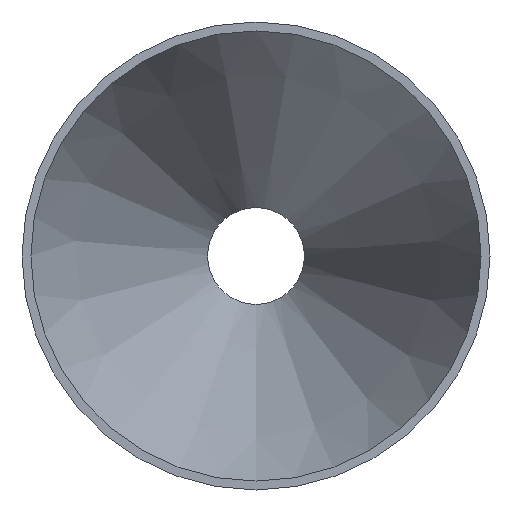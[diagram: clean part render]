
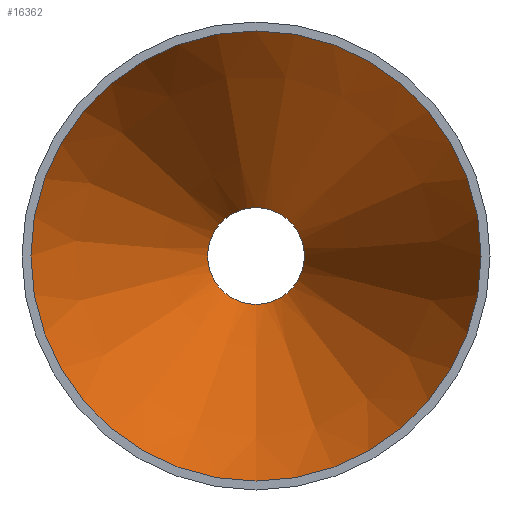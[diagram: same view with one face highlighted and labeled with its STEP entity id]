
A CAD part, front view. The second image highlights one B-rep face of the part: STEP entity #16362.
In plain terms, the highlighted conical face has half-angle 23.34 degrees and reference radius 54.972 mm.
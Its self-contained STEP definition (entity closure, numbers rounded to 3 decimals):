
#3402 = EDGE_LOOP ( 'NONE', ( #15375 ) ) ;
#3840 = CARTESIAN_POINT ( 'NONE',  ( 0., 100., -11.822 ) ) ;
#4588 = DIRECTION ( 'NONE',  ( 0., -1., 0. ) ) ;
#5461 = CIRCLE ( 'NONE', #8801, 11.822 ) ;
#5480 = EDGE_LOOP ( 'NONE', ( #24313 ) ) ;
#5698 = DIRECTION ( 'NONE',  ( 0., -1., 0. ) ) ;
#8801 = AXIS2_PLACEMENT_3D ( 'NONE', #15623, #5698, #13679 ) ;
#9032 = CARTESIAN_POINT ( 'NONE',  ( 0., 0., 0. ) ) ;
#9190 = CARTESIAN_POINT ( 'NONE',  ( 0., 0., 0. ) ) ;
#10993 = CONICAL_SURFACE ( 'NONE', #25543, 54.972, 0.407 ) ;
#12513 = EDGE_CURVE ( 'NONE', #23160, #23160, #5461, .T. ) ;
#13263 = CARTESIAN_POINT ( 'NONE',  ( 0., 0., -54.972 ) ) ;
#13679 = DIRECTION ( 'NONE',  ( 0., 0., -1. ) ) ;
#14903 = EDGE_CURVE ( 'NONE', #21339, #21339, #23033, .T. ) ;
#15038 = DIRECTION ( 'NONE',  ( 0., 0., -1. ) ) ;
#15375 = ORIENTED_EDGE ( 'NONE', *, *, #12513, .F. ) ;
#15623 = CARTESIAN_POINT ( 'NONE',  ( 0., 100., 0. ) ) ;
#15946 = AXIS2_PLACEMENT_3D ( 'NONE', #9032, #4588, #15038 ) ;
#16362 = ADVANCED_FACE ( 'NONE', ( #21063, #23272 ), #10993, .F. ) ;
#17006 = DIRECTION ( 'NONE',  ( 0., -1., 0. ) ) ;
#21063 = FACE_BOUND ( 'NONE', #3402, .T. ) ;
#21339 = VERTEX_POINT ( 'NONE', #13263 ) ;
#22752 = DIRECTION ( 'NONE',  ( 0., 0., -1. ) ) ;
#23033 = CIRCLE ( 'NONE', #15946, 54.972 ) ;
#23160 = VERTEX_POINT ( 'NONE', #3840 ) ;
#23272 = FACE_OUTER_BOUND ( 'NONE', #5480, .T. ) ;
#24313 = ORIENTED_EDGE ( 'NONE', *, *, #14903, .T. ) ;
#25543 = AXIS2_PLACEMENT_3D ( 'NONE', #9190, #17006, #22752 ) ;
